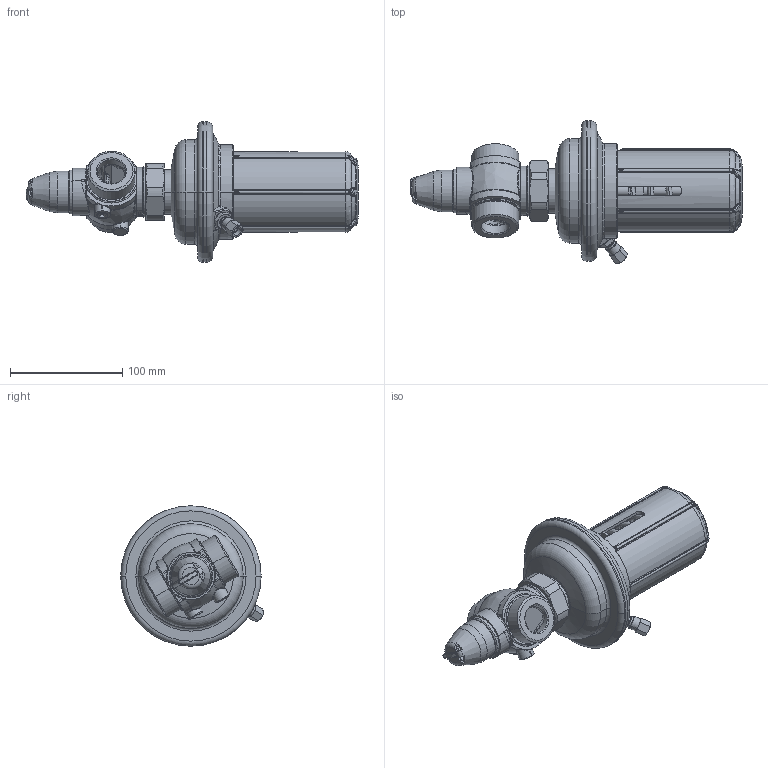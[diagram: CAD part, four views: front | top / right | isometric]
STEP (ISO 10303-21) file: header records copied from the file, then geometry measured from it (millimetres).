
FILE_DESCRIPTION((''),'2;1');
FILE_NAME('003H6448','2015-03-06T',('u317927'),('Danfoss'),'PRO/ENGINEER BY PARAMETRIC TECHNOLOGY CORPORATION, 2014000','PRO/ENGINEER BY PARAMETRIC TECHNOLOGY CORPORATION, 2014000','');
FILE_SCHEMA(('CONFIG_CONTROL_DESIGN'));
Products named in the file (1): 003H6448
Bounding box: 295.95 x 127.07 x 125.18 mm (x, y, z)
Volume: 434416.5 mm3; surface area: 228455.9 mm2
Topology: 2 solids, 2 shells, 1378 faces, 3276 edges, 1944 vertices
Faces by surface type: cylinder 352, plane 336, bspline 270, cone 221, torus 176, sphere 23
Entity records: 64792 total; most frequent: CARTESIAN_POINT 34904, ORIENTED_EDGE 6524, DIRECTION 5941, EDGE_CURVE 3262, AXIS2_PLACEMENT_3D 2485, VERTEX_POINT 1944, EDGE_LOOP 1478, FACE_OUTER_BOUND 1378
